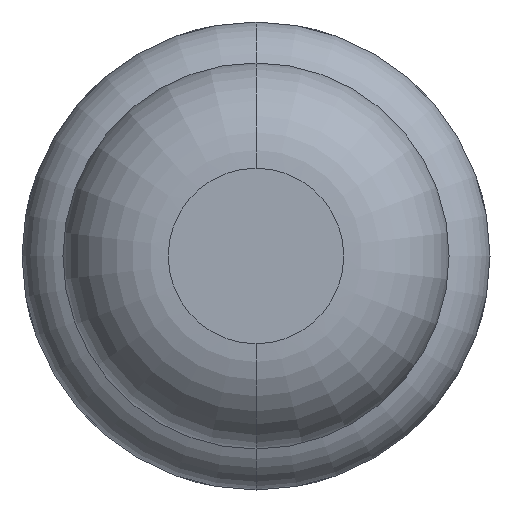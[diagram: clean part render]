
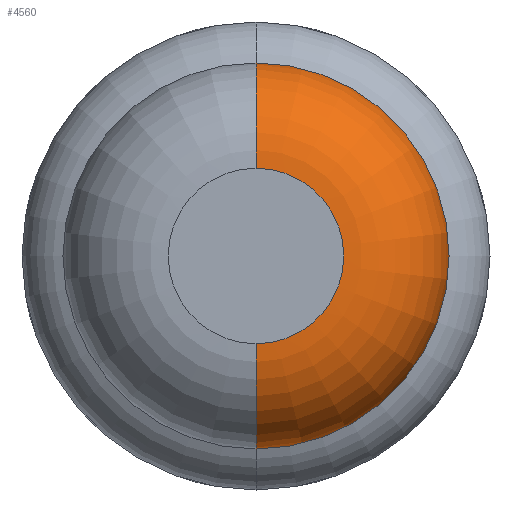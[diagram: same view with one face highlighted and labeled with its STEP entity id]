
A CAD part, front view. The second image highlights one B-rep face of the part: STEP entity #4560.
In plain terms, the highlighted toroidal (fillet/blend) face has major radius 0.375 mm and minor radius 0.45 mm.
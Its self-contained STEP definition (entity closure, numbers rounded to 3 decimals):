
#88 = AXIS2_PLACEMENT_3D ( 'NONE', #1716, #2873, #4855 ) ;
#325 = VERTEX_POINT ( 'NONE', #2365 ) ;
#683 = VERTEX_POINT ( 'NONE', #3129 ) ;
#821 = VERTEX_POINT ( 'NONE', #4103 ) ;
#951 = DIRECTION ( 'NONE',  ( 0., 0., 1. ) ) ;
#1046 = AXIS2_PLACEMENT_3D ( 'NONE', #1064, #1410, #4991 ) ;
#1064 = CARTESIAN_POINT ( 'NONE',  ( 0., -28.55, -0.375 ) ) ;
#1250 = DIRECTION ( 'NONE',  ( 0., 1., 0. ) ) ;
#1410 = DIRECTION ( 'NONE',  ( 1., 0., 0. ) ) ;
#1716 = CARTESIAN_POINT ( 'NONE',  ( 0., -29., 0. ) ) ;
#1735 = CIRCLE ( 'NONE', #2243, 0.825 ) ;
#1773 = EDGE_CURVE ( 'NONE', #821, #3824, #4130, .T. ) ;
#1845 = AXIS2_PLACEMENT_3D ( 'NONE', #4458, #1250, #4820 ) ;
#2243 = AXIS2_PLACEMENT_3D ( 'NONE', #2936, #4965, #951 ) ;
#2282 = ORIENTED_EDGE ( 'NONE', *, *, #3611, .T. ) ;
#2365 = CARTESIAN_POINT ( 'NONE',  ( 0., -28.55, 0.825 ) ) ;
#2803 = CARTESIAN_POINT ( 'NONE',  ( 0., -28.55, 0.375 ) ) ;
#2813 = EDGE_LOOP ( 'NONE', ( #2282, #4386, #4794, #3652 ) ) ;
#2873 = DIRECTION ( 'NONE',  ( 0., 1., 0. ) ) ;
#2936 = CARTESIAN_POINT ( 'NONE',  ( 0., -28.55, 0. ) ) ;
#3129 = CARTESIAN_POINT ( 'NONE',  ( 0., -29., 0.375 ) ) ;
#3562 = DIRECTION ( 'NONE',  ( -1., 0., 0. ) ) ;
#3611 = EDGE_CURVE ( 'Defeature ausgef�hrt1_8+Defeature ausgef�hrt1_7+Defeature ausgef�hrt1_7+Defeature ausgef�hrt1_7', #683, #821, #4260, .T. ) ;
#3619 = DIRECTION ( 'NONE',  ( 0., 0., 1. ) ) ;
#3652 = ORIENTED_EDGE ( 'NONE', *, *, #5019, .F. ) ;
#3698 = AXIS2_PLACEMENT_3D ( 'NONE', #2803, #3562, #3619 ) ;
#3824 = VERTEX_POINT ( 'NONE', #3864 ) ;
#3864 = CARTESIAN_POINT ( 'NONE',  ( 0., -28.55, -0.825 ) ) ;
#4103 = CARTESIAN_POINT ( 'NONE',  ( 0., -29., -0.375 ) ) ;
#4130 = CIRCLE ( 'NONE', #1046, 0.45 ) ;
#4155 = EDGE_CURVE ( 'Defeature ausgef�hrt1_9+Defeature ausgef�hrt1_8+Defeature ausgef�hrt1_8+Defeature ausgef�hrt1_8', #325, #3824, #1735, .T. ) ;
#4260 = CIRCLE ( 'NONE', #88, 0.375 ) ;
#4312 = TOROIDAL_SURFACE ( 'NONE', #1845, 0.375, 0.45 ) ;
#4372 = FACE_OUTER_BOUND ( 'NONE', #2813, .T. ) ;
#4386 = ORIENTED_EDGE ( 'NONE', *, *, #1773, .T. ) ;
#4458 = CARTESIAN_POINT ( 'NONE',  ( 0., -28.55, 0. ) ) ;
#4560 = ADVANCED_FACE ( 'Defeature ausgef�hrt1_8', ( #4372 ), #4312, .T. ) ;
#4676 = CIRCLE ( 'NONE', #3698, 0.45 ) ;
#4794 = ORIENTED_EDGE ( 'NONE', *, *, #4155, .F. ) ;
#4820 = DIRECTION ( 'NONE',  ( 0., 0., 1. ) ) ;
#4855 = DIRECTION ( 'NONE',  ( 0., 0., 1. ) ) ;
#4965 = DIRECTION ( 'NONE',  ( 0., 1., 0. ) ) ;
#4991 = DIRECTION ( 'NONE',  ( 0., 0., -1. ) ) ;
#5019 = EDGE_CURVE ( 'NONE', #683, #325, #4676, .T. ) ;
